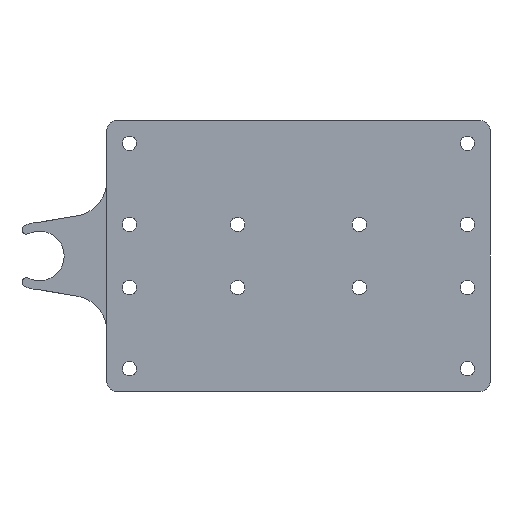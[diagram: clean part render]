
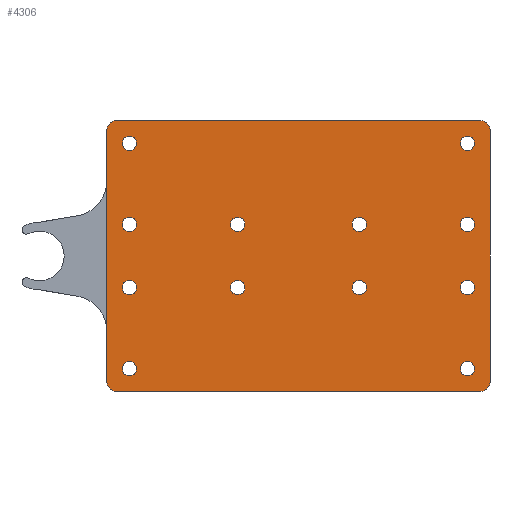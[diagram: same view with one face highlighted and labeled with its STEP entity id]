
A CAD part, front view. The second image highlights one B-rep face of the part: STEP entity #4306.
In plain terms, the highlighted planar face has unit normal (0, -1, 0).
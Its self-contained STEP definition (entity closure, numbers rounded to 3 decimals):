
#178=FACE_BOUND('',#852,.T.);
#179=FACE_BOUND('',#853,.T.);
#180=FACE_BOUND('',#854,.T.);
#181=FACE_BOUND('',#855,.T.);
#182=FACE_BOUND('',#856,.T.);
#183=FACE_BOUND('',#857,.T.);
#184=FACE_BOUND('',#858,.T.);
#185=FACE_BOUND('',#859,.T.);
#186=FACE_BOUND('',#860,.T.);
#187=FACE_BOUND('',#861,.T.);
#188=FACE_BOUND('',#862,.T.);
#189=FACE_BOUND('',#863,.T.);
#201=CIRCLE('',#4396,1.6);
#203=CIRCLE('',#4399,1.6);
#205=CIRCLE('',#4402,1.6);
#207=CIRCLE('',#4405,1.6);
#209=CIRCLE('',#4408,1.6);
#211=CIRCLE('',#4411,1.6);
#213=CIRCLE('',#4414,1.6);
#215=CIRCLE('',#4417,1.6);
#217=CIRCLE('',#4420,1.6);
#219=CIRCLE('',#4423,1.6);
#221=CIRCLE('',#4426,1.6);
#223=CIRCLE('',#4429,1.6);
#302=CIRCLE('',#4563,2.);
#304=CIRCLE('',#4568,2.);
#316=CIRCLE('',#4582,2.);
#317=CIRCLE('',#4585,2.);
#581=FACE_OUTER_BOUND('',#851,.T.);
#851=EDGE_LOOP('',(#3720,#3721,#3722,#3723,#3724,#3725,#3726,#3727));
#852=EDGE_LOOP('',(#3728));
#853=EDGE_LOOP('',(#3729));
#854=EDGE_LOOP('',(#3730));
#855=EDGE_LOOP('',(#3731));
#856=EDGE_LOOP('',(#3732));
#857=EDGE_LOOP('',(#3733));
#858=EDGE_LOOP('',(#3734));
#859=EDGE_LOOP('',(#3735));
#860=EDGE_LOOP('',(#3736));
#861=EDGE_LOOP('',(#3737));
#862=EDGE_LOOP('',(#3738));
#863=EDGE_LOOP('',(#3739));
#1130=LINE('',#6777,#1533);
#1135=LINE('',#6806,#1538);
#1149=LINE('',#6839,#1552);
#1152=LINE('',#6849,#1555);
#1533=VECTOR('',#5394,10.);
#1538=VECTOR('',#5427,10.);
#1552=VECTOR('',#5451,10.);
#1555=VECTOR('',#5464,10.);
#1763=VERTEX_POINT('',#6183);
#1765=VERTEX_POINT('',#6189);
#1767=VERTEX_POINT('',#6195);
#1769=VERTEX_POINT('',#6201);
#1771=VERTEX_POINT('',#6207);
#1773=VERTEX_POINT('',#6213);
#1775=VERTEX_POINT('',#6219);
#1777=VERTEX_POINT('',#6225);
#1779=VERTEX_POINT('',#6231);
#1781=VERTEX_POINT('',#6237);
#1783=VERTEX_POINT('',#6243);
#1785=VERTEX_POINT('',#6249);
#1962=VERTEX_POINT('',#6767);
#1963=VERTEX_POINT('',#6769);
#1965=VERTEX_POINT('',#6775);
#1967=VERTEX_POINT('',#6784);
#1975=VERTEX_POINT('',#6804);
#1986=VERTEX_POINT('',#6828);
#1989=VERTEX_POINT('',#6837);
#1990=VERTEX_POINT('',#6841);
#2188=EDGE_CURVE('',#1763,#1763,#201,.T.);
#2191=EDGE_CURVE('',#1765,#1765,#203,.T.);
#2194=EDGE_CURVE('',#1767,#1767,#205,.T.);
#2197=EDGE_CURVE('',#1769,#1769,#207,.T.);
#2200=EDGE_CURVE('',#1771,#1771,#209,.T.);
#2203=EDGE_CURVE('',#1773,#1773,#211,.T.);
#2206=EDGE_CURVE('',#1775,#1775,#213,.T.);
#2209=EDGE_CURVE('',#1777,#1777,#215,.T.);
#2212=EDGE_CURVE('',#1779,#1779,#217,.T.);
#2215=EDGE_CURVE('',#1781,#1781,#219,.T.);
#2218=EDGE_CURVE('',#1783,#1783,#221,.T.);
#2221=EDGE_CURVE('',#1785,#1785,#223,.T.);
#2454=EDGE_CURVE('',#1962,#1963,#302,.T.);
#2458=EDGE_CURVE('',#1962,#1965,#1130,.T.);
#2463=EDGE_CURVE('',#1967,#1965,#304,.T.);
#2474=EDGE_CURVE('',#1975,#1967,#1135,.T.);
#2485=EDGE_CURVE('',#1986,#1975,#316,.T.);
#2491=EDGE_CURVE('',#1989,#1986,#1149,.T.);
#2492=EDGE_CURVE('',#1990,#1989,#317,.T.);
#2496=EDGE_CURVE('',#1990,#1963,#1152,.T.);
#3720=ORIENTED_EDGE('',*,*,#2454,.F.);
#3721=ORIENTED_EDGE('',*,*,#2458,.T.);
#3722=ORIENTED_EDGE('',*,*,#2463,.F.);
#3723=ORIENTED_EDGE('',*,*,#2474,.F.);
#3724=ORIENTED_EDGE('',*,*,#2485,.F.);
#3725=ORIENTED_EDGE('',*,*,#2491,.F.);
#3726=ORIENTED_EDGE('',*,*,#2492,.F.);
#3727=ORIENTED_EDGE('',*,*,#2496,.T.);
#3728=ORIENTED_EDGE('',*,*,#2188,.T.);
#3729=ORIENTED_EDGE('',*,*,#2191,.T.);
#3730=ORIENTED_EDGE('',*,*,#2194,.T.);
#3731=ORIENTED_EDGE('',*,*,#2197,.T.);
#3732=ORIENTED_EDGE('',*,*,#2200,.T.);
#3733=ORIENTED_EDGE('',*,*,#2203,.T.);
#3734=ORIENTED_EDGE('',*,*,#2206,.T.);
#3735=ORIENTED_EDGE('',*,*,#2209,.T.);
#3736=ORIENTED_EDGE('',*,*,#2212,.T.);
#3737=ORIENTED_EDGE('',*,*,#2215,.T.);
#3738=ORIENTED_EDGE('',*,*,#2218,.T.);
#3739=ORIENTED_EDGE('',*,*,#2221,.T.);
#4105=PLANE('',#4708);
#4306=ADVANCED_FACE('',(#581,#178,#179,#180,#181,#182,#183,#184,#185,#186,
#187,#188,#189),#4105,.T.);
#4396=AXIS2_PLACEMENT_3D('',#6184,#4894,#4895);
#4399=AXIS2_PLACEMENT_3D('',#6190,#4901,#4902);
#4402=AXIS2_PLACEMENT_3D('',#6196,#4908,#4909);
#4405=AXIS2_PLACEMENT_3D('',#6202,#4915,#4916);
#4408=AXIS2_PLACEMENT_3D('',#6208,#4922,#4923);
#4411=AXIS2_PLACEMENT_3D('',#6214,#4929,#4930);
#4414=AXIS2_PLACEMENT_3D('',#6220,#4936,#4937);
#4417=AXIS2_PLACEMENT_3D('',#6226,#4943,#4944);
#4420=AXIS2_PLACEMENT_3D('',#6232,#4950,#4951);
#4423=AXIS2_PLACEMENT_3D('',#6238,#4957,#4958);
#4426=AXIS2_PLACEMENT_3D('',#6244,#4964,#4965);
#4429=AXIS2_PLACEMENT_3D('',#6250,#4971,#4972);
#4563=AXIS2_PLACEMENT_3D('',#6770,#5387,#5388);
#4568=AXIS2_PLACEMENT_3D('',#6786,#5404,#5405);
#4582=AXIS2_PLACEMENT_3D('',#6829,#5442,#5443);
#4585=AXIS2_PLACEMENT_3D('',#6842,#5454,#5455);
#4708=AXIS2_PLACEMENT_3D('',#7184,#5797,#5798);
#4894=DIRECTION('center_axis',(0.,1.,0.));
#4895=DIRECTION('ref_axis',(1.,0.,0.));
#4901=DIRECTION('center_axis',(0.,1.,0.));
#4902=DIRECTION('ref_axis',(1.,0.,0.));
#4908=DIRECTION('center_axis',(0.,1.,0.));
#4909=DIRECTION('ref_axis',(1.,0.,0.));
#4915=DIRECTION('center_axis',(0.,1.,0.));
#4916=DIRECTION('ref_axis',(1.,0.,0.));
#4922=DIRECTION('center_axis',(0.,1.,0.));
#4923=DIRECTION('ref_axis',(1.,0.,0.));
#4929=DIRECTION('center_axis',(0.,1.,0.));
#4930=DIRECTION('ref_axis',(1.,0.,0.));
#4936=DIRECTION('center_axis',(0.,1.,0.));
#4937=DIRECTION('ref_axis',(1.,0.,0.));
#4943=DIRECTION('center_axis',(0.,1.,0.));
#4944=DIRECTION('ref_axis',(1.,0.,0.));
#4950=DIRECTION('center_axis',(0.,1.,0.));
#4951=DIRECTION('ref_axis',(1.,0.,0.));
#4957=DIRECTION('center_axis',(0.,1.,0.));
#4958=DIRECTION('ref_axis',(1.,0.,0.));
#4964=DIRECTION('center_axis',(0.,1.,0.));
#4965=DIRECTION('ref_axis',(1.,0.,0.));
#4971=DIRECTION('center_axis',(0.,1.,0.));
#4972=DIRECTION('ref_axis',(1.,0.,0.));
#5387=DIRECTION('center_axis',(0.,1.,0.));
#5388=DIRECTION('ref_axis',(0.707,0.,-0.707));
#5394=DIRECTION('',(0.,0.,1.));
#5404=DIRECTION('center_axis',(0.,1.,0.));
#5405=DIRECTION('ref_axis',(0.707,0.,0.707));
#5427=DIRECTION('',(1.,0.,0.));
#5442=DIRECTION('center_axis',(0.,1.,0.));
#5443=DIRECTION('ref_axis',(-0.707,0.,0.707));
#5451=DIRECTION('',(0.,0.,1.));
#5454=DIRECTION('center_axis',(0.,1.,0.));
#5455=DIRECTION('ref_axis',(-0.707,0.,-0.707));
#5464=DIRECTION('',(1.,0.,0.));
#5797=DIRECTION('center_axis',(0.,-1.,0.));
#5798=DIRECTION('ref_axis',(1.,0.,0.));
#6183=CARTESIAN_POINT('',(78.4,0.,23.));
#6184=CARTESIAN_POINT('Origin',(80.,0.,23.));
#6189=CARTESIAN_POINT('',(54.4,0.,37.));
#6190=CARTESIAN_POINT('Origin',(56.,0.,37.));
#6195=CARTESIAN_POINT('',(3.4,0.,23.));
#6196=CARTESIAN_POINT('Origin',(5.,0.,
23.));
#6201=CARTESIAN_POINT('',(3.4,0.,37.));
#6202=CARTESIAN_POINT('Origin',(5.,0.,
37.));
#6207=CARTESIAN_POINT('',(54.4,0.,23.));
#6208=CARTESIAN_POINT('Origin',(56.,0.,23.));
#6213=CARTESIAN_POINT('',(78.4,0.,5.));
#6214=CARTESIAN_POINT('Origin',(80.,0.,5.));
#6219=CARTESIAN_POINT('',(78.4,0.,37.));
#6220=CARTESIAN_POINT('Origin',(80.,0.,37.));
#6225=CARTESIAN_POINT('',(27.4,0.,23.));
#6226=CARTESIAN_POINT('Origin',(29.,0.,23.));
#6231=CARTESIAN_POINT('',(3.4,0.,5.));
#6232=CARTESIAN_POINT('Origin',(5.,0.,
5.));
#6237=CARTESIAN_POINT('',(3.4,0.,55.));
#6238=CARTESIAN_POINT('Origin',(5.,0.,
55.));
#6243=CARTESIAN_POINT('',(27.4,0.,37.));
#6244=CARTESIAN_POINT('Origin',(29.,0.,37.));
#6249=CARTESIAN_POINT('',(78.4,0.,55.));
#6250=CARTESIAN_POINT('Origin',(80.,0.,55.));
#6767=CARTESIAN_POINT('',(85.,0.,2.));
#6769=CARTESIAN_POINT('',(83.,0.,0.));
#6770=CARTESIAN_POINT('Origin',(83.,0.,2.));
#6775=CARTESIAN_POINT('',(85.,0.,58.));
#6777=CARTESIAN_POINT('',(85.,0.,0.));
#6784=CARTESIAN_POINT('',(83.,0.,60.));
#6786=CARTESIAN_POINT('Origin',(83.,0.,58.));
#6804=CARTESIAN_POINT('',(2.,0.,60.));
#6806=CARTESIAN_POINT('',(0.,0.,60.));
#6828=CARTESIAN_POINT('',(0.,0.,58.));
#6829=CARTESIAN_POINT('Origin',(2.,0.,
58.));
#6837=CARTESIAN_POINT('',(0.,0.,2.));
#6839=CARTESIAN_POINT('',(0.,0.,0.));
#6841=CARTESIAN_POINT('',(2.,0.,0.));
#6842=CARTESIAN_POINT('Origin',(2.,0.,
2.));
#6849=CARTESIAN_POINT('',(0.,0.,0.));
#7184=CARTESIAN_POINT('Origin',(0.,0.,
0.));
